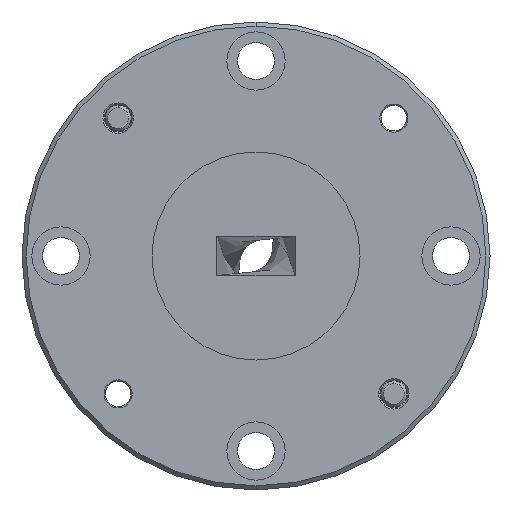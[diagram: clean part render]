
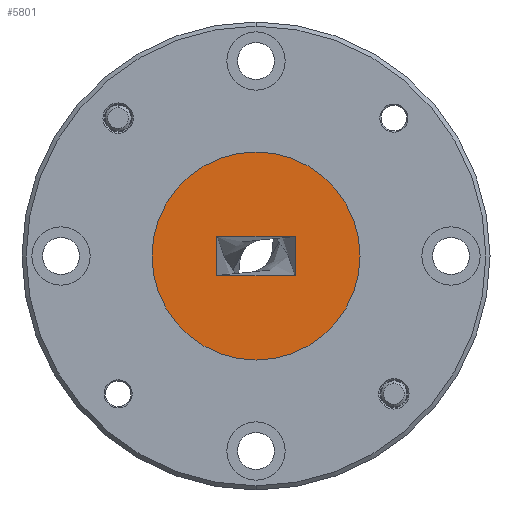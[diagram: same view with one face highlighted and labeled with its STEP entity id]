
A CAD part, left-side view. The second image highlights one B-rep face of the part: STEP entity #5801.
In plain terms, the highlighted planar face has unit normal (-1, 0, 0).
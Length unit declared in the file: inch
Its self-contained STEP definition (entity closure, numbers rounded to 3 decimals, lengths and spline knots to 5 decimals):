
#11 = AXIS2_PLACEMENT_3D ( 'NONE', #4271, #1502, #6474 ) ;
#180 = VERTEX_POINT ( 'NONE', #4097 ) ;
#640 = DIRECTION ( 'NONE',  ( 0., 1., 0. ) ) ;
#650 = CARTESIAN_POINT ( 'NONE',  ( -2.28185, 1.56409, -0.23323 ) ) ;
#705 = VERTEX_POINT ( 'NONE', #1668 ) ;
#1181 = CARTESIAN_POINT ( 'NONE',  ( -2.28185, 1.90809, -0.18623 ) ) ;
#1255 = ORIENTED_EDGE ( 'NONE', *, *, #6361, .F. ) ;
#1458 = DIRECTION ( 'NONE',  ( 0., 0., 1. ) ) ;
#1502 = DIRECTION ( 'NONE',  ( -1., 0., 0. ) ) ;
#1646 = VECTOR ( 'NONE', #6686, 39.37008 ) ;
#1668 = CARTESIAN_POINT ( 'NONE',  ( -2.28185, 1.75209, -0.13923 ) ) ;
#1807 = EDGE_CURVE ( 'NONE', #705, #180, #6863, .T. ) ;
#2173 = EDGE_CURVE ( 'NONE', #4011, #4684, #4419, .T. ) ;
#2689 = VERTEX_POINT ( 'NONE', #3341 ) ;
#2696 = CARTESIAN_POINT ( 'NONE',  ( -2.28185, 1.56409, -0.13923 ) ) ;
#2853 = VECTOR ( 'NONE', #3451, 39.37008 ) ;
#2867 = DIRECTION ( 'NONE',  ( 0., -1., 0. ) ) ;
#2986 = ORIENTED_EDGE ( 'NONE', *, *, #2998, .F. ) ;
#2998 = EDGE_CURVE ( 'NONE', #5162, #705, #3850, .T. ) ;
#3009 = CARTESIAN_POINT ( 'NONE',  ( -2.28185, 1.65809, 0.06377 ) ) ;
#3160 = CARTESIAN_POINT ( 'NONE',  ( -2.28185, 1.65809, -0.43623 ) ) ;
#3221 = LINE ( 'NONE', #2696, #1646 ) ;
#3269 = PLANE ( 'NONE',  #5025 ) ;
#3341 = CARTESIAN_POINT ( 'NONE',  ( -2.28185, 1.56409, -0.23323 ) ) ;
#3451 = DIRECTION ( 'NONE',  ( 0., 0., -1. ) ) ;
#3455 = EDGE_LOOP ( 'NONE', ( #6114, #1255, #5216, #2986 ) ) ;
#3850 = LINE ( 'NONE', #5621, #6772 ) ;
#4011 = VERTEX_POINT ( 'NONE', #3009 ) ;
#4097 = CARTESIAN_POINT ( 'NONE',  ( -2.28185, 1.75209, -0.23323 ) ) ;
#4144 = CARTESIAN_POINT ( 'NONE',  ( -2.28185, 1.65809, -0.18623 ) ) ;
#4271 = CARTESIAN_POINT ( 'NONE',  ( -2.28185, 1.65809, -0.18623 ) ) ;
#4369 = EDGE_LOOP ( 'NONE', ( #4994, #5095 ) ) ;
#4419 = CIRCLE ( 'NONE', #7065, 0.25 ) ;
#4590 = DIRECTION ( 'NONE',  ( 0., 0., 1. ) ) ;
#4655 = VECTOR ( 'NONE', #2867, 39.37008 ) ;
#4684 = VERTEX_POINT ( 'NONE', #3160 ) ;
#4732 = CARTESIAN_POINT ( 'NONE',  ( -2.28185, 1.56409, -0.13923 ) ) ;
#4930 = FACE_OUTER_BOUND ( 'NONE', #4369, .T. ) ;
#4983 = EDGE_CURVE ( 'NONE', #4684, #4011, #6392, .T. ) ;
#4994 = ORIENTED_EDGE ( 'NONE', *, *, #2173, .T. ) ;
#5025 = AXIS2_PLACEMENT_3D ( 'NONE', #1181, #5818, #4590 ) ;
#5095 = ORIENTED_EDGE ( 'NONE', *, *, #4983, .T. ) ;
#5162 = VERTEX_POINT ( 'NONE', #4732 ) ;
#5216 = ORIENTED_EDGE ( 'NONE', *, *, #1807, .F. ) ;
#5621 = CARTESIAN_POINT ( 'NONE',  ( -2.28185, 1.56409, -0.13923 ) ) ;
#5710 = LINE ( 'NONE', #650, #4655 ) ;
#5801 = ADVANCED_FACE ( 'NONE', ( #7128, #4930 ), #3269, .F. ) ;
#5818 = DIRECTION ( 'NONE',  ( 1., 0., 0. ) ) ;
#6114 = ORIENTED_EDGE ( 'NONE', *, *, #6926, .F. ) ;
#6361 = EDGE_CURVE ( 'NONE', #180, #2689, #5710, .T. ) ;
#6392 = CIRCLE ( 'NONE', #11, 0.25 ) ;
#6474 = DIRECTION ( 'NONE',  ( 0., 0., 1. ) ) ;
#6686 = DIRECTION ( 'NONE',  ( 0., 0., 1. ) ) ;
#6756 = CARTESIAN_POINT ( 'NONE',  ( -2.28185, 1.75209, -0.13923 ) ) ;
#6772 = VECTOR ( 'NONE', #640, 39.37008 ) ;
#6863 = LINE ( 'NONE', #6756, #2853 ) ;
#6926 = EDGE_CURVE ( 'NONE', #2689, #5162, #3221, .T. ) ;
#7001 = DIRECTION ( 'NONE',  ( -1., 0., 0. ) ) ;
#7065 = AXIS2_PLACEMENT_3D ( 'NONE', #4144, #7001, #1458 ) ;
#7128 = FACE_BOUND ( 'NONE', #3455, .T. ) ;
